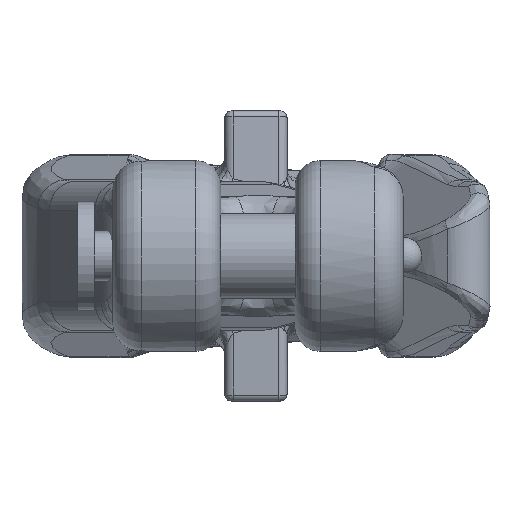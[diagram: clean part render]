
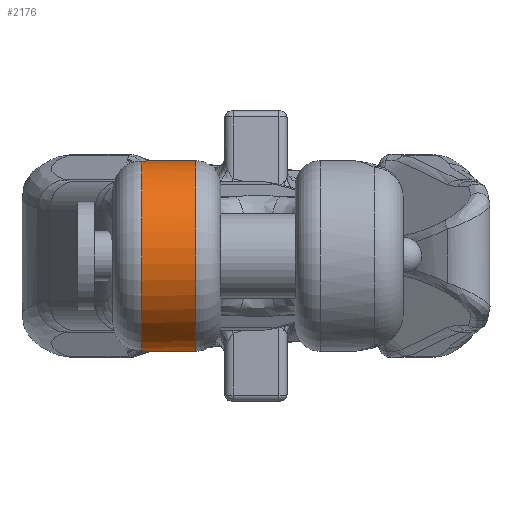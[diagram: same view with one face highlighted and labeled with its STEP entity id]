
A CAD part, left-side view. The second image highlights one B-rep face of the part: STEP entity #2176.
In plain terms, the highlighted cylindrical face has radius 23 mm (diameter 46 mm), a partial arc.
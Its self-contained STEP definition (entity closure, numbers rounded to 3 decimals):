
#355=LINE('',#10238,#588);
#356=LINE('',#10242,#589);
#588=VECTOR('',#7937,1.);
#589=VECTOR('',#7940,1.);
#991=B_SPLINE_CURVE_WITH_KNOTS('',3,(#10210,#10211,#10212,#10213,#10214,
#10215,#10216,#10217,#10218,#10219,#10220,#10221,#10222,#10223,#10224,#10225,
#10226,#10227,#10228,#10229,#10230,#10231,#10232,#10233,#10234),
 .UNSPECIFIED.,.F.,.F.,(4,3,3,3,3,3,3,3,4),(0.,0.125,0.25,
0.376,0.501,0.626,0.75,
0.876,1.),.UNSPECIFIED.);
#992=B_SPLINE_CURVE_WITH_KNOTS('',3,(#10246,#10247,#10248,#10249,#10250,
#10251,#10252,#10253,#10254,#10255,#10256,#10257,#10258,#10259,#10260,#10261,
#10262,#10263,#10264,#10265,#10266,#10267,#10268,#10269,#10270),
 .UNSPECIFIED.,.F.,.F.,(4,3,3,3,3,3,3,3,4),(0.,0.125,0.25,
0.376,0.501,0.626,0.75,
0.876,1.),.UNSPECIFIED.);
#1741=FACE_OUTER_BOUND('',#2814,.T.);
#2176=ADVANCED_FACE('',(#1741),#2618,.T.);
#2618=CYLINDRICAL_SURFACE('',#7379,23.);
#2814=EDGE_LOOP('',(#3435,#3436,#3437,#3438,#3439,#3440,#3441,#3442));
#3435=ORIENTED_EDGE('',*,*,#6186,.T.);
#3436=ORIENTED_EDGE('',*,*,#6187,.T.);
#3437=ORIENTED_EDGE('',*,*,#6188,.T.);
#3438=ORIENTED_EDGE('',*,*,#6189,.T.);
#3439=ORIENTED_EDGE('',*,*,#6190,.T.);
#3440=ORIENTED_EDGE('',*,*,#6191,.T.);
#3441=ORIENTED_EDGE('',*,*,#6192,.T.);
#3442=ORIENTED_EDGE('',*,*,#6193,.T.);
#5535=VERTEX_POINT('',#10208);
#5536=VERTEX_POINT('',#10209);
#5537=VERTEX_POINT('',#10235);
#5538=VERTEX_POINT('',#10237);
#5539=VERTEX_POINT('',#10239);
#5540=VERTEX_POINT('',#10241);
#5541=VERTEX_POINT('',#10243);
#5542=VERTEX_POINT('',#10245);
#6186=EDGE_CURVE('',#5535,#5536,#7115,.T.);
#6187=EDGE_CURVE('',#5536,#5537,#991,.T.);
#6188=EDGE_CURVE('',#5537,#5538,#7116,.T.);
#6189=EDGE_CURVE('',#5538,#5539,#355,.T.);
#6190=EDGE_CURVE('',#5539,#5540,#7117,.T.);
#6191=EDGE_CURVE('',#5540,#5541,#356,.T.);
#6192=EDGE_CURVE('',#5541,#5542,#7118,.T.);
#6193=EDGE_CURVE('',#5542,#5535,#992,.T.);
#7115=CIRCLE('',#7375,23.);
#7116=CIRCLE('',#7376,23.);
#7117=CIRCLE('',#7377,23.);
#7118=CIRCLE('',#7378,23.);
#7375=AXIS2_PLACEMENT_3D('',#10207,#7933,#7934);
#7376=AXIS2_PLACEMENT_3D('',#10236,#7935,#7936);
#7377=AXIS2_PLACEMENT_3D('',#10240,#7938,#7939);
#7378=AXIS2_PLACEMENT_3D('',#10244,#7941,#7942);
#7379=AXIS2_PLACEMENT_3D('',#10271,#7943,#7944);
#7933=DIRECTION('',(0.,-1.,0.));
#7934=DIRECTION('',(-1.,0.,0.));
#7935=DIRECTION('',(0.,-1.,0.));
#7936=DIRECTION('',(-1.,0.,0.));
#7937=DIRECTION('',(0.,-1.,0.));
#7938=DIRECTION('',(0.,1.,0.));
#7939=DIRECTION('',(1.,0.,0.));
#7940=DIRECTION('',(0.,1.,0.));
#7941=DIRECTION('',(0.,-1.,0.));
#7942=DIRECTION('',(-1.,0.,0.));
#7943=DIRECTION('',(0.,-1.,0.));
#7944=DIRECTION('',(0.,0.,1.));
#10207=CARTESIAN_POINT('',(-115.7,28.,0.));
#10208=CARTESIAN_POINT('',(-117.894,28.,22.895));
#10209=CARTESIAN_POINT('',(-117.894,28.,-22.895));
#10210=CARTESIAN_POINT('',(-117.894,28.,-22.895));
#10211=CARTESIAN_POINT('',(-117.838,27.755,-22.901));
#10212=CARTESIAN_POINT('',(-117.739,27.515,-22.91));
#10213=CARTESIAN_POINT('',(-117.605,27.302,-22.921));
#10214=CARTESIAN_POINT('',(-117.471,27.089,-22.932));
#10215=CARTESIAN_POINT('',(-117.299,26.897,-22.945));
#10216=CARTESIAN_POINT('',(-117.102,26.74,-22.957));
#10217=CARTESIAN_POINT('',(-116.905,26.583,-22.969));
#10218=CARTESIAN_POINT('',(-116.678,26.458,-22.98));
#10219=CARTESIAN_POINT('',(-116.439,26.375,-22.988));
#10220=CARTESIAN_POINT('',(-116.201,26.292,-22.996));
#10221=CARTESIAN_POINT('',(-115.946,26.249,-23.));
#10222=CARTESIAN_POINT('',(-115.694,26.25,-23.));
#10223=CARTESIAN_POINT('',(-115.443,26.251,-23.));
#10224=CARTESIAN_POINT('',(-115.189,26.295,-22.996));
#10225=CARTESIAN_POINT('',(-114.952,26.378,-22.988));
#10226=CARTESIAN_POINT('',(-114.716,26.461,-22.98));
#10227=CARTESIAN_POINT('',(-114.491,26.586,-22.969));
#10228=CARTESIAN_POINT('',(-114.295,26.743,-22.957));
#10229=CARTESIAN_POINT('',(-114.098,26.9,-22.945));
#10230=CARTESIAN_POINT('',(-113.926,27.093,-22.932));
#10231=CARTESIAN_POINT('',(-113.793,27.306,-22.921));
#10232=CARTESIAN_POINT('',(-113.66,27.518,-22.91));
#10233=CARTESIAN_POINT('',(-113.562,27.756,-22.9));
#10234=CARTESIAN_POINT('',(-113.506,28.,-22.895));
#10235=CARTESIAN_POINT('',(-113.506,28.,-22.895));
#10236=CARTESIAN_POINT('',(-115.7,28.,0.));
#10237=CARTESIAN_POINT('',(-107.231,28.,-21.384));
#10238=CARTESIAN_POINT('',(-107.231,113.,-21.384));
#10239=CARTESIAN_POINT('',(-107.231,15.,-21.384));
#10240=CARTESIAN_POINT('',(-115.7,15.,0.));
#10241=CARTESIAN_POINT('',(-107.231,15.,21.384));
#10242=CARTESIAN_POINT('',(-107.231,113.,21.384));
#10243=CARTESIAN_POINT('',(-107.231,28.,21.384));
#10244=CARTESIAN_POINT('',(-115.7,28.,0.));
#10245=CARTESIAN_POINT('',(-113.506,28.,22.895));
#10246=CARTESIAN_POINT('',(-113.506,28.,22.895));
#10247=CARTESIAN_POINT('',(-113.562,27.755,22.901));
#10248=CARTESIAN_POINT('',(-113.661,27.515,22.91));
#10249=CARTESIAN_POINT('',(-113.795,27.302,22.921));
#10250=CARTESIAN_POINT('',(-113.929,27.089,22.932));
#10251=CARTESIAN_POINT('',(-114.101,26.897,22.945));
#10252=CARTESIAN_POINT('',(-114.298,26.74,22.957));
#10253=CARTESIAN_POINT('',(-114.495,26.583,22.969));
#10254=CARTESIAN_POINT('',(-114.722,26.458,22.98));
#10255=CARTESIAN_POINT('',(-114.961,26.375,22.988));
#10256=CARTESIAN_POINT('',(-115.199,26.292,22.996));
#10257=CARTESIAN_POINT('',(-115.454,26.249,23.));
#10258=CARTESIAN_POINT('',(-115.706,26.25,23.));
#10259=CARTESIAN_POINT('',(-115.957,26.251,23.));
#10260=CARTESIAN_POINT('',(-116.211,26.295,22.996));
#10261=CARTESIAN_POINT('',(-116.448,26.378,22.988));
#10262=CARTESIAN_POINT('',(-116.684,26.461,22.98));
#10263=CARTESIAN_POINT('',(-116.909,26.586,22.969));
#10264=CARTESIAN_POINT('',(-117.105,26.743,22.957));
#10265=CARTESIAN_POINT('',(-117.302,26.9,22.945));
#10266=CARTESIAN_POINT('',(-117.474,27.093,22.932));
#10267=CARTESIAN_POINT('',(-117.607,27.306,22.921));
#10268=CARTESIAN_POINT('',(-117.74,27.518,22.91));
#10269=CARTESIAN_POINT('',(-117.838,27.756,22.9));
#10270=CARTESIAN_POINT('',(-117.894,28.,22.895));
#10271=CARTESIAN_POINT('',(-115.7,113.,0.));
